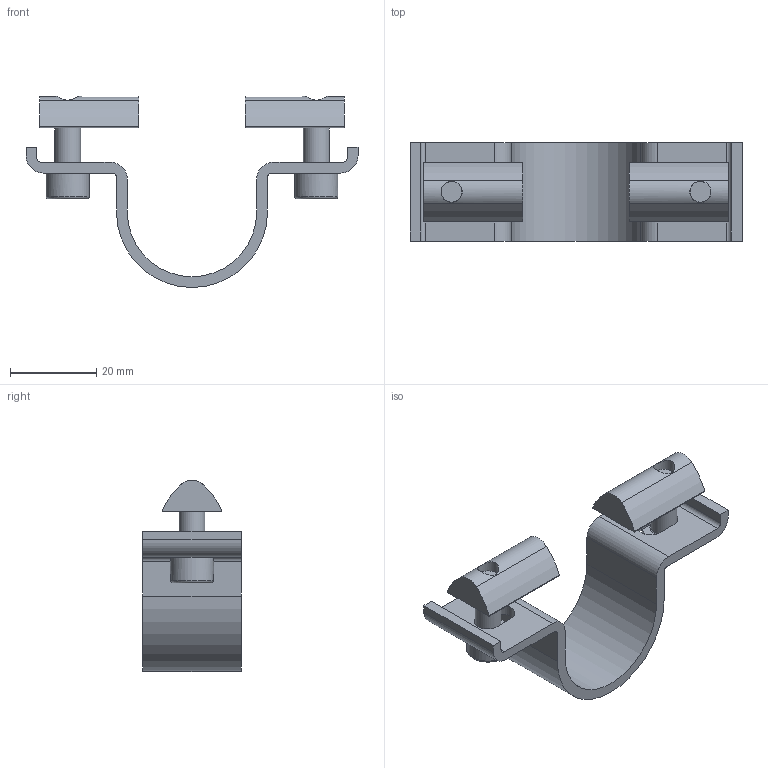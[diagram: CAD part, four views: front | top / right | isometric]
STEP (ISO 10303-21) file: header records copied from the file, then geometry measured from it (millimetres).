
FILE_DESCRIPTION(/* description */ ('KriTec Schelle 8 D30'),/* implementation_level */ '2;1');
FILE_NAME(/* name */ '22115_KriTec_Schelle_8_D30.stp',/* time_stamp */ '2021-01-13T15:26:16+01:00',/* author */ ('jendrek'),/* organization */ (''),/* preprocessor_version */ 'ST-DEVELOPER v17',/* originating_system */ 'Autodesk Inventor 2018',/* authorisation */ '');
FILE_SCHEMA (('AUTOMOTIVE_DESIGN { 1 0 10303 214 3 1 1 }'));
Length unit declared in the file: millimetre
Products named in the file (1): 22115
Bounding box: 77 x 22.8 x 44.3 mm (x, y, z)
Volume: 10902.1 mm3; surface area: 8900.9 mm2
Topology: 1 solids, 1 shells, 84 faces, 224 edges, 148 vertices
Faces by surface type: plane 48, cylinder 30, torus 4, cone 2
Full cylindrical faces by diameter (mm): 4.917 x2, 6 x2, 10 x2
Entity records: 2787 total; most frequent: CARTESIAN_POINT 585, DIRECTION 462, ORIENTED_EDGE 448, EDGE_CURVE 224, AXIS2_PLACEMENT_3D 165, VERTEX_POINT 148, LINE 132, VECTOR 132
